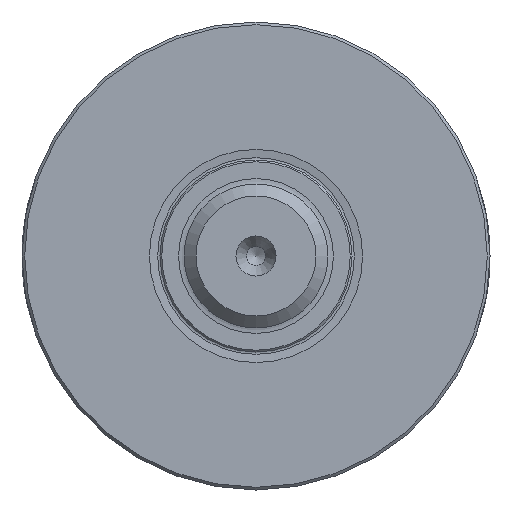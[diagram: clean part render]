
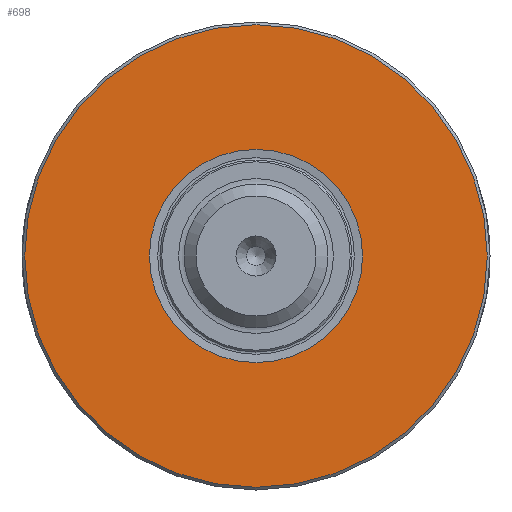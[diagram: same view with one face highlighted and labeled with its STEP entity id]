
A CAD part, left-side view. The second image highlights one B-rep face of the part: STEP entity #698.
In plain terms, the highlighted planar face has unit normal (-1, 0, 0).
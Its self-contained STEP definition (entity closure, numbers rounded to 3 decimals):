
#4 = DIRECTION ( 'NONE',  ( -1., 0., 0. ) ) ;
#82 = ORIENTED_EDGE ( 'NONE', *, *, #977, .T. ) ;
#146 = VERTEX_POINT ( 'NONE', #309 ) ;
#160 = AXIS2_PLACEMENT_3D ( 'NONE', #215, #278, #482 ) ;
#206 = EDGE_LOOP ( 'NONE', ( #82 ) ) ;
#208 = DIRECTION ( 'NONE',  ( 0., 0., 1. ) ) ;
#215 = CARTESIAN_POINT ( 'NONE',  ( -65., 0., 0. ) ) ;
#249 = ORIENTED_EDGE ( 'NONE', *, *, #930, .T. ) ;
#255 = CARTESIAN_POINT ( 'NONE',  ( -65., 0., -17.765 ) ) ;
#278 = DIRECTION ( 'NONE',  ( 1., 0., 0. ) ) ;
#309 = CARTESIAN_POINT ( 'NONE',  ( -65., 0., 38.55 ) ) ;
#374 = DIRECTION ( 'NONE',  ( -1., 0., 0. ) ) ;
#443 = CARTESIAN_POINT ( 'NONE',  ( -65., 0., 0. ) ) ;
#482 = DIRECTION ( 'NONE',  ( 0., 0., -1. ) ) ;
#502 = EDGE_LOOP ( 'NONE', ( #249 ) ) ;
#617 = DIRECTION ( 'NONE',  ( 0., 0., 1. ) ) ;
#624 = CARTESIAN_POINT ( 'NONE',  ( -65., 39.05, 0. ) ) ;
#649 = CIRCLE ( 'NONE', #160, 17.765 ) ;
#650 = PLANE ( 'NONE',  #918 ) ;
#662 = CIRCLE ( 'NONE', #755, 38.55 ) ;
#698 = ADVANCED_FACE ( 'NONE', ( #1021, #1036 ), #650, .T. ) ;
#755 = AXIS2_PLACEMENT_3D ( 'NONE', #443, #4, #208 ) ;
#918 = AXIS2_PLACEMENT_3D ( 'NONE', #624, #374, #617 ) ;
#923 = VERTEX_POINT ( 'NONE', #255 ) ;
#930 = EDGE_CURVE ( 'NONE', #146, #146, #662, .T. ) ;
#977 = EDGE_CURVE ( 'NONE', #923, #923, #649, .T. ) ;
#1021 = FACE_OUTER_BOUND ( 'NONE', #502, .T. ) ;
#1036 = FACE_BOUND ( 'NONE', #206, .T. ) ;
